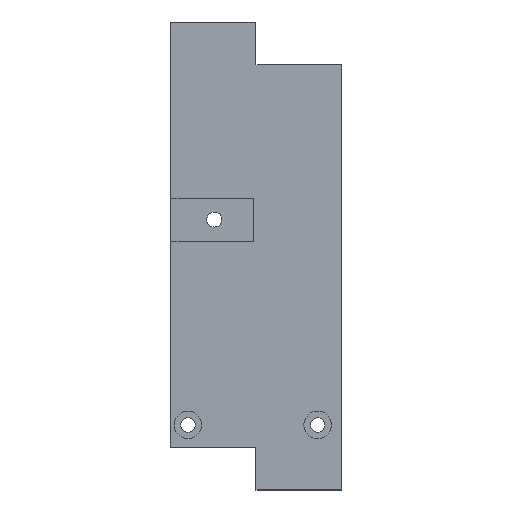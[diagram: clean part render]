
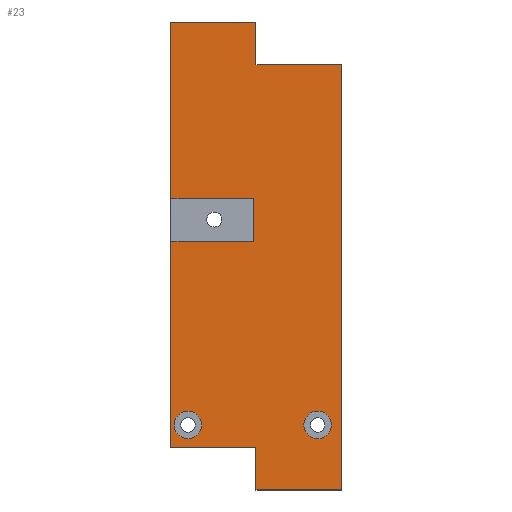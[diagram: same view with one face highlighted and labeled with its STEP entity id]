
A CAD part, top view. The second image highlights one B-rep face of the part: STEP entity #23.
In plain terms, the highlighted face is planar.
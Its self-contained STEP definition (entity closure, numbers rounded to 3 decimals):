
#2 = DIRECTION ( 'NONE',  ( -1., 0., 0. ) ) ;
#3 = CARTESIAN_POINT ( 'NONE',  ( 45.508, 147.5, -8. ) ) ;
#18 = CIRCLE ( 'NONE', #514, 3.25 ) ;
#22 = ORIENTED_EDGE ( 'NONE', *, *, #242, .F. ) ;
#23 = ADVANCED_FACE ( 'NONE', ( #86, #870, #1002 ), #65, .T. ) ;
#25 = CARTESIAN_POINT ( 'NONE',  ( 25.508, 47.5, -8. ) ) ;
#26 = CARTESIAN_POINT ( 'NONE',  ( 45.508, 47.5, -8. ) ) ;
#27 = EDGE_LOOP ( 'NONE', ( #22, #110 ) ) ;
#32 = CARTESIAN_POINT ( 'NONE',  ( 61.508, 62.785, -8. ) ) ;
#38 = VERTEX_POINT ( 'NONE', #1074 ) ;
#63 = DIRECTION ( 'NONE',  ( 0., 1., 0. ) ) ;
#65 = PLANE ( 'NONE',  #193 ) ;
#72 = ORIENTED_EDGE ( 'NONE', *, *, #213, .F. ) ;
#78 = EDGE_CURVE ( 'NONE', #1006, #401, #1050, .T. ) ;
#86 = FACE_BOUND ( 'NONE', #333, .T. ) ;
#88 = ORIENTED_EDGE ( 'NONE', *, *, #1041, .F. ) ;
#91 = DIRECTION ( 'NONE',  ( -1., 0., 0. ) ) ;
#106 = VECTOR ( 'NONE', #428, 1000. ) ;
#110 = ORIENTED_EDGE ( 'NONE', *, *, #465, .F. ) ;
#114 = DIRECTION ( 'NONE',  ( 0., 1., 0. ) ) ;
#144 = CARTESIAN_POINT ( 'NONE',  ( 45.508, 47.5, -8. ) ) ;
#149 = DIRECTION ( 'NONE',  ( 1., 0., 0. ) ) ;
#175 = CARTESIAN_POINT ( 'NONE',  ( 65.508, 116., -8. ) ) ;
#183 = VECTOR ( 'NONE', #601, 1000. ) ;
#189 = CARTESIAN_POINT ( 'NONE',  ( 31.008, 62.785, -8. ) ) ;
#193 = AXIS2_PLACEMENT_3D ( 'NONE', #419, #432, #801 ) ;
#205 = CARTESIAN_POINT ( 'NONE',  ( 31.008, 62.785, -8. ) ) ;
#209 = DIRECTION ( 'NONE',  ( -1., 0., 0. ) ) ;
#213 = EDGE_CURVE ( 'NONE', #1199, #38, #1166, .T. ) ;
#226 = CARTESIAN_POINT ( 'NONE',  ( 46.008, 116., -8. ) ) ;
#242 = EDGE_CURVE ( 'NONE', #1055, #1018, #722, .T. ) ;
#244 = DIRECTION ( 'NONE',  ( 0., 0., -1. ) ) ;
#268 = DIRECTION ( 'NONE',  ( 0., -1., 0. ) ) ;
#276 = LINE ( 'NONE', #597, #864 ) ;
#280 = EDGE_CURVE ( 'NONE', #38, #1111, #1192, .T. ) ;
#293 = VECTOR ( 'NONE', #714, 1000. ) ;
#324 = CIRCLE ( 'NONE', #987, 3.25 ) ;
#333 = EDGE_LOOP ( 'NONE', ( #1211, #917 ) ) ;
#341 = CARTESIAN_POINT ( 'NONE',  ( 65.508, 106., -8. ) ) ;
#345 = LINE ( 'NONE', #226, #673 ) ;
#349 = CARTESIAN_POINT ( 'NONE',  ( 25.508, 147.5, -8. ) ) ;
#357 = LINE ( 'NONE', #608, #183 ) ;
#366 = VECTOR ( 'NONE', #971, 1000. ) ;
#374 = ORIENTED_EDGE ( 'NONE', *, *, #660, .F. ) ;
#381 = DIRECTION ( 'NONE',  ( -1., 0., 0. ) ) ;
#401 = VERTEX_POINT ( 'NONE', #26 ) ;
#403 = CARTESIAN_POINT ( 'NONE',  ( 45.508, 147.5, -8. ) ) ;
#409 = ORIENTED_EDGE ( 'NONE', *, *, #1083, .F. ) ;
#419 = CARTESIAN_POINT ( 'NONE',  ( 0., 0., -8. ) ) ;
#422 = VECTOR ( 'NONE', #2, 1000. ) ;
#428 = DIRECTION ( 'NONE',  ( 1., 0., 0. ) ) ;
#432 = DIRECTION ( 'NONE',  ( 0., 0., -1. ) ) ;
#434 = CARTESIAN_POINT ( 'NONE',  ( 65.508, 57.5, -8. ) ) ;
#440 = VERTEX_POINT ( 'NONE', #1146 ) ;
#465 = EDGE_CURVE ( 'NONE', #1018, #1055, #868, .T. ) ;
#490 = EDGE_CURVE ( 'NONE', #855, #440, #345, .T. ) ;
#498 = CARTESIAN_POINT ( 'NONE',  ( 65.508, 116., -8. ) ) ;
#502 = CARTESIAN_POINT ( 'NONE',  ( 65.508, 157.5, -8. ) ) ;
#514 = AXIS2_PLACEMENT_3D ( 'NONE', #32, #580, #209 ) ;
#515 = ORIENTED_EDGE ( 'NONE', *, *, #78, .F. ) ;
#535 = ORIENTED_EDGE ( 'NONE', *, *, #490, .F. ) ;
#539 = CARTESIAN_POINT ( 'NONE',  ( 46.008, 106., -8. ) ) ;
#545 = LINE ( 'NONE', #988, #293 ) ;
#546 = CARTESIAN_POINT ( 'NONE',  ( 58.258, 62.785, -8. ) ) ;
#554 = CARTESIAN_POINT ( 'NONE',  ( 64.758, 62.785, -8. ) ) ;
#557 = CARTESIAN_POINT ( 'NONE',  ( 27.758, 62.785, -8. ) ) ;
#559 = VECTOR ( 'NONE', #149, 1000. ) ;
#560 = CARTESIAN_POINT ( 'NONE',  ( 65.508, 57.5, -8. ) ) ;
#563 = EDGE_CURVE ( 'NONE', #682, #817, #357, .T. ) ;
#573 = ORIENTED_EDGE ( 'NONE', *, *, #280, .F. ) ;
#580 = DIRECTION ( 'NONE',  ( 0., 0., -1. ) ) ;
#587 = LINE ( 'NONE', #434, #867 ) ;
#593 = ORIENTED_EDGE ( 'NONE', *, *, #637, .F. ) ;
#597 = CARTESIAN_POINT ( 'NONE',  ( 65.508, 106., -8. ) ) ;
#601 = DIRECTION ( 'NONE',  ( 1., 0., 0. ) ) ;
#608 = CARTESIAN_POINT ( 'NONE',  ( 45.508, 57.5, -8. ) ) ;
#637 = EDGE_CURVE ( 'NONE', #440, #857, #838, .T. ) ;
#644 = EDGE_CURVE ( 'NONE', #844, #816, #324, .T. ) ;
#660 = EDGE_CURVE ( 'NONE', #817, #663, #587, .T. ) ;
#663 = VERTEX_POINT ( 'NONE', #341 ) ;
#672 = LINE ( 'NONE', #846, #422 ) ;
#673 = VECTOR ( 'NONE', #960, 1000. ) ;
#680 = EDGE_CURVE ( 'NONE', #1207, #1006, #545, .T. ) ;
#682 = VERTEX_POINT ( 'NONE', #1082 ) ;
#692 = EDGE_LOOP ( 'NONE', ( #593, #535, #842, #374, #694, #409, #515, #1168, #88, #573, #72, #1079 ) ) ;
#694 = ORIENTED_EDGE ( 'NONE', *, *, #563, .F. ) ;
#714 = DIRECTION ( 'NONE',  ( 0., -1., 0. ) ) ;
#722 = CIRCLE ( 'NONE', #1181, 3.25 ) ;
#723 = CARTESIAN_POINT ( 'NONE',  ( 65.508, 57.5, -8. ) ) ;
#777 = VECTOR ( 'NONE', #843, 1000. ) ;
#799 = AXIS2_PLACEMENT_3D ( 'NONE', #205, #850, #381 ) ;
#801 = DIRECTION ( 'NONE',  ( -1., 0., 0. ) ) ;
#816 = VERTEX_POINT ( 'NONE', #554 ) ;
#817 = VERTEX_POINT ( 'NONE', #723 ) ;
#836 = CARTESIAN_POINT ( 'NONE',  ( 34.258, 62.785, -8. ) ) ;
#837 = DIRECTION ( 'NONE',  ( 0., 0., -1. ) ) ;
#838 = LINE ( 'NONE', #498, #106 ) ;
#842 = ORIENTED_EDGE ( 'NONE', *, *, #1164, .F. ) ;
#843 = DIRECTION ( 'NONE',  ( -1., 0., 0. ) ) ;
#844 = VERTEX_POINT ( 'NONE', #546 ) ;
#846 = CARTESIAN_POINT ( 'NONE',  ( 25.508, 147.5, -8. ) ) ;
#850 = DIRECTION ( 'NONE',  ( 0., 0., -1. ) ) ;
#855 = VERTEX_POINT ( 'NONE', #539 ) ;
#857 = VERTEX_POINT ( 'NONE', #175 ) ;
#864 = VECTOR ( 'NONE', #979, 1000. ) ;
#867 = VECTOR ( 'NONE', #63, 1000. ) ;
#868 = CIRCLE ( 'NONE', #799, 3.25 ) ;
#870 = FACE_BOUND ( 'NONE', #27, .T. ) ;
#900 = VECTOR ( 'NONE', #268, 1000. ) ;
#917 = ORIENTED_EDGE ( 'NONE', *, *, #1031, .F. ) ;
#960 = DIRECTION ( 'NONE',  ( 0., 1., 0. ) ) ;
#962 = LINE ( 'NONE', #144, #366 ) ;
#971 = DIRECTION ( 'NONE',  ( 0., 1., 0. ) ) ;
#978 = CARTESIAN_POINT ( 'NONE',  ( 25.508, 47.5, -8. ) ) ;
#979 = DIRECTION ( 'NONE',  ( -1., 0., 0. ) ) ;
#987 = AXIS2_PLACEMENT_3D ( 'NONE', #1087, #244, #995 ) ;
#988 = CARTESIAN_POINT ( 'NONE',  ( 25.508, 147.5, -8. ) ) ;
#995 = DIRECTION ( 'NONE',  ( -1., 0., 0. ) ) ;
#1002 = FACE_OUTER_BOUND ( 'NONE', #692, .T. ) ;
#1006 = VERTEX_POINT ( 'NONE', #25 ) ;
#1016 = VECTOR ( 'NONE', #114, 1000. ) ;
#1018 = VERTEX_POINT ( 'NONE', #836 ) ;
#1023 = EDGE_CURVE ( 'NONE', #857, #1199, #1148, .T. ) ;
#1031 = EDGE_CURVE ( 'NONE', #816, #844, #18, .T. ) ;
#1041 = EDGE_CURVE ( 'NONE', #1111, #1207, #672, .T. ) ;
#1050 = LINE ( 'NONE', #978, #559 ) ;
#1055 = VERTEX_POINT ( 'NONE', #557 ) ;
#1074 = CARTESIAN_POINT ( 'NONE',  ( 45.508, 157.5, -8. ) ) ;
#1079 = ORIENTED_EDGE ( 'NONE', *, *, #1023, .F. ) ;
#1082 = CARTESIAN_POINT ( 'NONE',  ( 45.508, 57.5, -8. ) ) ;
#1083 = EDGE_CURVE ( 'NONE', #401, #682, #962, .T. ) ;
#1087 = CARTESIAN_POINT ( 'NONE',  ( 61.508, 62.785, -8. ) ) ;
#1111 = VERTEX_POINT ( 'NONE', #403 ) ;
#1146 = CARTESIAN_POINT ( 'NONE',  ( 46.008, 116., -8. ) ) ;
#1148 = LINE ( 'NONE', #560, #1016 ) ;
#1164 = EDGE_CURVE ( 'NONE', #663, #855, #276, .T. ) ;
#1166 = LINE ( 'NONE', #1212, #777 ) ;
#1168 = ORIENTED_EDGE ( 'NONE', *, *, #680, .F. ) ;
#1181 = AXIS2_PLACEMENT_3D ( 'NONE', #189, #837, #91 ) ;
#1192 = LINE ( 'NONE', #3, #900 ) ;
#1199 = VERTEX_POINT ( 'NONE', #502 ) ;
#1207 = VERTEX_POINT ( 'NONE', #349 ) ;
#1211 = ORIENTED_EDGE ( 'NONE', *, *, #644, .F. ) ;
#1212 = CARTESIAN_POINT ( 'NONE',  ( 45.508, 157.5, -8. ) ) ;
